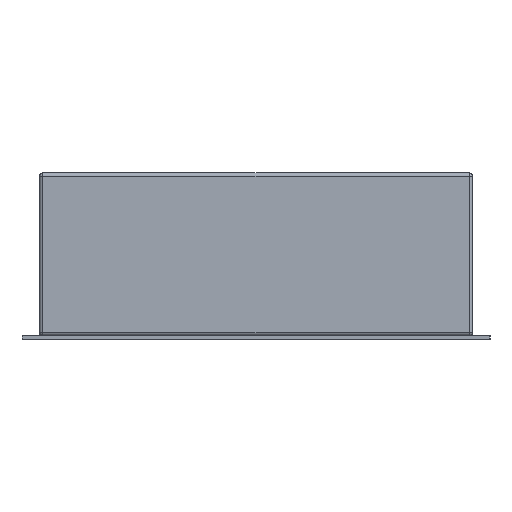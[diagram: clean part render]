
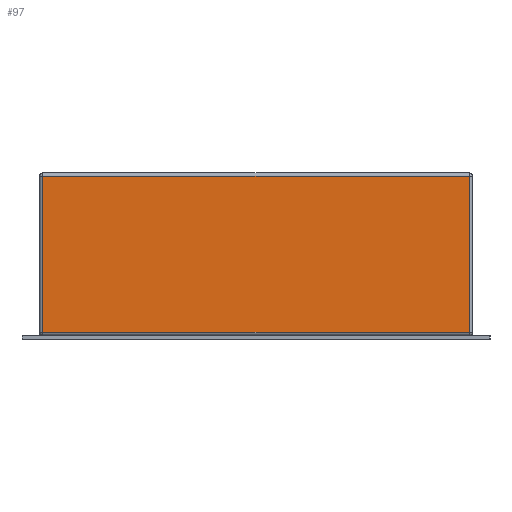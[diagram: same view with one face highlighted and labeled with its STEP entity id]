
A CAD part, left-side view. The second image highlights one B-rep face of the part: STEP entity #97.
In plain terms, the highlighted planar face has unit normal (-1, 0, 0).
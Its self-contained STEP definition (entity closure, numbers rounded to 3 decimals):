
#68 = VERTEX_POINT ( 'NONE', #725 ) ;
#69 = VERTEX_POINT ( 'NONE', #727 ) ;
#71 = EDGE_CURVE ( 'NONE', #68, #83, #723, .T. ) ;
#73 = ORIENTED_EDGE ( 'NONE', *, *, #85, .T. ) ;
#75 = EDGE_CURVE ( 'NONE', #83, #95, #696, .T. ) ;
#78 = EDGE_LOOP ( 'NONE', ( #82, #86, #84, #73 ) ) ;
#82 = ORIENTED_EDGE ( 'NONE', *, *, #71, .T. ) ;
#83 = VERTEX_POINT ( 'NONE', #701 ) ;
#84 = ORIENTED_EDGE ( 'NONE', *, *, #89, .T. ) ;
#85 = EDGE_CURVE ( 'NONE', #69, #68, #734, .T. ) ;
#86 = ORIENTED_EDGE ( 'NONE', *, *, #75, .T. ) ;
#89 = EDGE_CURVE ( 'NONE', #95, #69, #889, .T. ) ;
#95 = VERTEX_POINT ( 'NONE', #922 ) ;
#97 = ADVANCED_FACE ( 'NONE', ( #760 ), #748, .T. ) ;
#695 = DIRECTION ( 'NONE',  ( 0., 1., 0. ) ) ;
#696 = LINE ( 'NONE', #731, #712 ) ;
#701 = CARTESIAN_POINT ( 'NONE',  ( -1.6, 1.23, 0. ) ) ;
#708 = VECTOR ( 'NONE', #695, 1000. ) ;
#709 = DIRECTION ( 'NONE',  ( 0., 0., -1. ) ) ;
#710 = CARTESIAN_POINT ( 'NONE',  ( -1.6, 1.23, -0.02 ) ) ;
#712 = VECTOR ( 'NONE', #728, 1000. ) ;
#715 = VECTOR ( 'NONE', #709, 1000. ) ;
#723 = LINE ( 'NONE', #710, #715 ) ;
#725 = CARTESIAN_POINT ( 'NONE',  ( -1.6, 1.23, 0.9 ) ) ;
#727 = CARTESIAN_POINT ( 'NONE',  ( -1.6, -1.23, 0.9 ) ) ;
#728 = DIRECTION ( 'NONE',  ( 0., -1., 0. ) ) ;
#731 = CARTESIAN_POINT ( 'NONE',  ( -1.6, -1.25, 0. ) ) ;
#733 = CARTESIAN_POINT ( 'NONE',  ( -1.6, 1.25, 0.9 ) ) ;
#734 = LINE ( 'NONE', #733, #708 ) ;
#735 = VECTOR ( 'NONE', #923, 1000. ) ;
#736 = CARTESIAN_POINT ( 'NONE',  ( -1.6, -1.23, -0.02 ) ) ;
#748 = PLANE ( 'NONE',  #891 ) ;
#760 = FACE_OUTER_BOUND ( 'NONE', #78, .T. ) ;
#815 = DIRECTION ( 'NONE',  ( 0., -1., 0. ) ) ;
#816 = DIRECTION ( 'NONE',  ( -1., 0., 0. ) ) ;
#817 = CARTESIAN_POINT ( 'NONE',  ( -1.6, 1.25, -0.02 ) ) ;
#889 = LINE ( 'NONE', #736, #735 ) ;
#891 = AXIS2_PLACEMENT_3D ( 'NONE', #817, #816, #815 ) ;
#922 = CARTESIAN_POINT ( 'NONE',  ( -1.6, -1.23, 0. ) ) ;
#923 = DIRECTION ( 'NONE',  ( 0., 0., 1. ) ) ;
